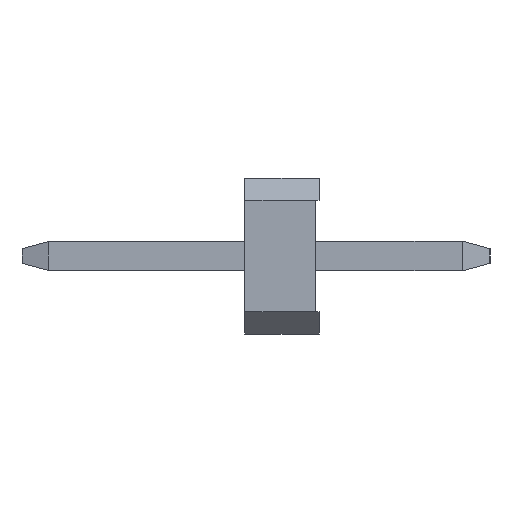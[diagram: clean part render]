
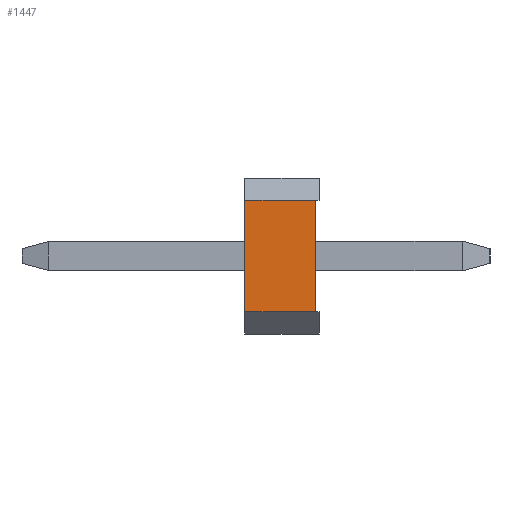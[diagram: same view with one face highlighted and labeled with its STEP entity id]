
A CAD part, left-side view. The second image highlights one B-rep face of the part: STEP entity #1447.
In plain terms, the highlighted planar face has unit normal (-1, 0, 0).
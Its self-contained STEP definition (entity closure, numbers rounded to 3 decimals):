
#1447=ADVANCED_FACE('',(#2329),#2330,.T.);
#2329=FACE_OUTER_BOUND('',#4208,.T.);
#2330=PLANE('',#4209);
#4208=EDGE_LOOP('',(#5882,#5883,#5884,#5885));
#4209=AXIS2_PLACEMENT_3D('',#5886,#5887,#5888);
#5882=ORIENTED_EDGE('',*,*,#7194,.F.);
#5883=ORIENTED_EDGE('',*,*,#7251,.F.);
#5884=ORIENTED_EDGE('',*,*,#7252,.F.);
#5885=ORIENTED_EDGE('',*,*,#7007,.T.);
#5886=CARTESIAN_POINT('',(-0.635,0.5,0.0));
#5887=DIRECTION('',(-1.0,0.0,0.0));
#5888=DIRECTION('',(0.0,0.0,1.0));
#7007=EDGE_CURVE('',#8725,#8607,#8726,.T.);
#7194=EDGE_CURVE('',#9026,#8607,#9028,.T.);
#7251=EDGE_CURVE('',#9113,#9026,#9114,.T.);
#7252=EDGE_CURVE('',#8725,#9113,#9115,.T.);
#8607=VERTEX_POINT('',#9695);
#8725=VERTEX_POINT('',#9882);
#8726=LINE('',#9883,#9884);
#9026=VERTEX_POINT('',#10369);
#9028=LINE('',#10372,#10373);
#9113=VERTEX_POINT('',#10514);
#9114=LINE('',#10515,#10516);
#9115=LINE('',#10517,#10518);
#9695=CARTESIAN_POINT('',(-0.635,-0.45,1.8));
#9882=CARTESIAN_POINT('',(-0.635,-0.45,0.3));
#9883=CARTESIAN_POINT('',(-0.635,-0.45,0.3));
#9884=VECTOR('',#10679,1.5);
#10369=CARTESIAN_POINT('',(-0.635,0.5,1.8));
#10372=CARTESIAN_POINT('',(-0.635,0.5,1.8));
#10373=VECTOR('',#10866,0.95);
#10514=CARTESIAN_POINT('',(-0.635,0.5,0.3));
#10515=CARTESIAN_POINT('',(-0.635,0.5,0.3));
#10516=VECTOR('',#10923,1.5);
#10517=CARTESIAN_POINT('',(-0.635,-0.45,0.3));
#10518=VECTOR('',#10924,0.95);
#10679=DIRECTION('',(0.0,0.0,1.0));
#10866=DIRECTION('',(0.0,-1.0,0.0));
#10923=DIRECTION('',(0.0,0.0,1.0));
#10924=DIRECTION('',(0.0,1.0,0.0));
